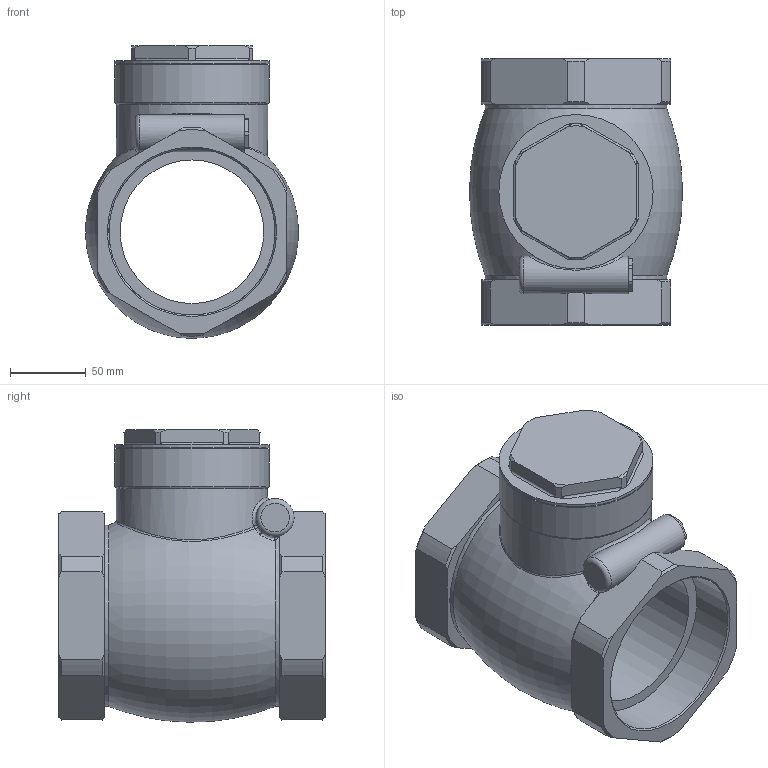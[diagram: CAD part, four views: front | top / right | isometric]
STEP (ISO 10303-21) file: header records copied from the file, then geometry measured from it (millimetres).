
FILE_DESCRIPTION(/* description */ ('Unknown'),/* implementation_level */ '2;1');
FILE_NAME(/* name */ '2200_2202-12',/* time_stamp */ '2024-06-17T10:48:33+02:00',/* author */ ('Unknown'),/* organization */ ('Unknown'),/* preprocessor_version */ 'ST-DEVELOPER v19.4',/* originating_system */ 'Solid Edge',/* authorisation */ 'Unknown');
FILE_SCHEMA (('AUTOMOTIVE_DESIGN {1 0 10303 214 3 1 1}'));
Length unit declared in the file: millimetre
Products named in the file (1): 3.606_607.100
Bounding box: 140.83 x 176 x 193.37 mm (x, y, z)
Volume: 1513120.4 mm3; surface area: 168521.4 mm2
Topology: 1 solids, 1 shells, 122 faces, 329 edges, 216 vertices
Faces by surface type: cylinder 41, plane 37, cone 31, bspline 8, torus 3, sphere 2
Full cylindrical faces by diameter (mm): 95 x1, 100 x2, 102 x2, 110.072 x2, 120 x1
Entity records: 5225 total; most frequent: CARTESIAN_POINT 1496, ORIENTED_EDGE 614, DIRECTION 557, EDGE_CURVE 307, AXIS2_PLACEMENT_3D 226, VERTEX_POINT 207, EDGE_LOOP 144, FACE_BOUND 144
